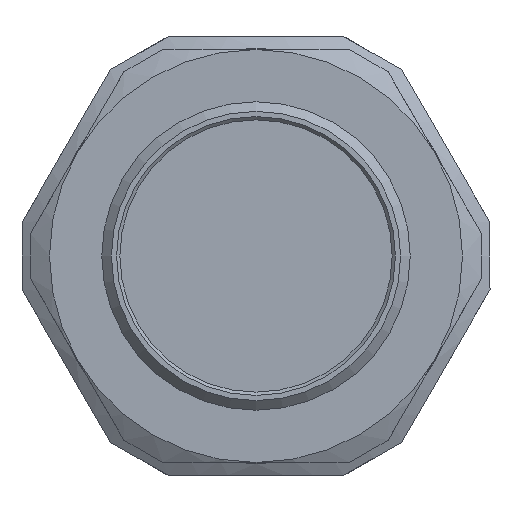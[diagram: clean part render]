
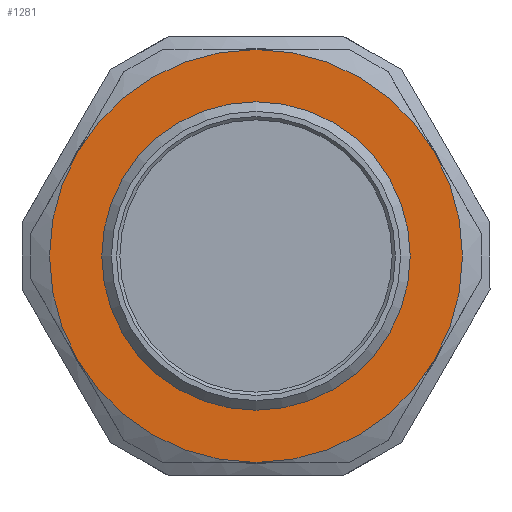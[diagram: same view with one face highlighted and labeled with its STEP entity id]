
A CAD part, front view. The second image highlights one B-rep face of the part: STEP entity #1281.
In plain terms, the highlighted planar face has unit normal (0, -1, 0).
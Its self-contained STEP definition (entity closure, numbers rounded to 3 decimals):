
#261=FACE_BOUND('',#391,.T.);
#305=FACE_OUTER_BOUND('',#390,.T.);
#390=EDGE_LOOP('',(#973,#974,#975,#976,#977,#978));
#391=EDGE_LOOP('',(#979));
#456=CIRCLE('',#1389,32.);
#457=CIRCLE('',#1391,32.);
#458=CIRCLE('',#1393,32.);
#459=CIRCLE('',#1395,32.);
#460=CIRCLE('',#1397,32.);
#461=CIRCLE('',#1399,32.);
#467=CIRCLE('',#1417,22.7);
#506=VERTEX_POINT('',#1859);
#512=VERTEX_POINT('',#1888);
#517=VERTEX_POINT('',#1915);
#522=VERTEX_POINT('',#1942);
#527=VERTEX_POINT('',#1969);
#532=VERTEX_POINT('',#1996);
#540=VERTEX_POINT('',#2057);
#682=EDGE_CURVE('',#527,#522,#456,.T.);
#683=EDGE_CURVE('',#532,#527,#457,.T.);
#684=EDGE_CURVE('',#506,#532,#458,.T.);
#685=EDGE_CURVE('',#512,#506,#459,.T.);
#686=EDGE_CURVE('',#517,#512,#460,.T.);
#687=EDGE_CURVE('',#522,#517,#461,.T.);
#697=EDGE_CURVE('',#540,#540,#467,.T.);
#973=ORIENTED_EDGE('',*,*,#687,.F.);
#974=ORIENTED_EDGE('',*,*,#682,.F.);
#975=ORIENTED_EDGE('',*,*,#683,.F.);
#976=ORIENTED_EDGE('',*,*,#684,.F.);
#977=ORIENTED_EDGE('',*,*,#685,.F.);
#978=ORIENTED_EDGE('',*,*,#686,.F.);
#979=ORIENTED_EDGE('',*,*,#697,.T.);
#1213=PLANE('',#1418);
#1281=ADVANCED_FACE('',(#305,#261),#1213,.T.);
#1389=AXIS2_PLACEMENT_3D('',#2020,#1583,#1584);
#1391=AXIS2_PLACEMENT_3D('',#2022,#1587,#1588);
#1393=AXIS2_PLACEMENT_3D('',#2024,#1591,#1592);
#1395=AXIS2_PLACEMENT_3D('',#2026,#1595,#1596);
#1397=AXIS2_PLACEMENT_3D('',#2028,#1599,#1600);
#1399=AXIS2_PLACEMENT_3D('',#2030,#1603,#1604);
#1417=AXIS2_PLACEMENT_3D('',#2058,#1643,#1644);
#1418=AXIS2_PLACEMENT_3D('',#2060,#1646,#1647);
#1583=DIRECTION('center_axis',(0.,1.,0.));
#1584=DIRECTION('ref_axis',(1.,0.,0.));
#1587=DIRECTION('center_axis',(0.,1.,0.));
#1588=DIRECTION('ref_axis',(1.,0.,0.));
#1591=DIRECTION('center_axis',(0.,1.,0.));
#1592=DIRECTION('ref_axis',(1.,0.,0.));
#1595=DIRECTION('center_axis',(0.,1.,0.));
#1596=DIRECTION('ref_axis',(1.,0.,0.));
#1599=DIRECTION('center_axis',(0.,1.,0.));
#1600=DIRECTION('ref_axis',(1.,0.,0.));
#1603=DIRECTION('center_axis',(0.,1.,0.));
#1604=DIRECTION('ref_axis',(1.,0.,0.));
#1643=DIRECTION('center_axis',(0.,1.,0.));
#1644=DIRECTION('ref_axis',(1.,0.,0.));
#1646=DIRECTION('center_axis',(0.,-1.,0.));
#1647=DIRECTION('ref_axis',(0.,0.,
-1.));
#1859=CARTESIAN_POINT('',(27.713,20.,16.));
#1888=CARTESIAN_POINT('',(0.,20.,32.));
#1915=CARTESIAN_POINT('',(-27.713,20.,16.));
#1942=CARTESIAN_POINT('',(-27.713,20.,-16.));
#1969=CARTESIAN_POINT('',(0.,20.,-32.));
#1996=CARTESIAN_POINT('',(27.713,20.,-16.));
#2020=CARTESIAN_POINT('Origin',(0.,20.,0.));
#2022=CARTESIAN_POINT('Origin',(0.,20.,0.));
#2024=CARTESIAN_POINT('Origin',(0.,20.,0.));
#2026=CARTESIAN_POINT('Origin',(0.,20.,0.));
#2028=CARTESIAN_POINT('Origin',(0.,20.,0.));
#2030=CARTESIAN_POINT('Origin',(0.,20.,0.));
#2057=CARTESIAN_POINT('',(22.7,20.,0.));
#2058=CARTESIAN_POINT('Origin',(0.,20.,0.));
#2060=CARTESIAN_POINT('Origin',(-32.,20.,0.));
